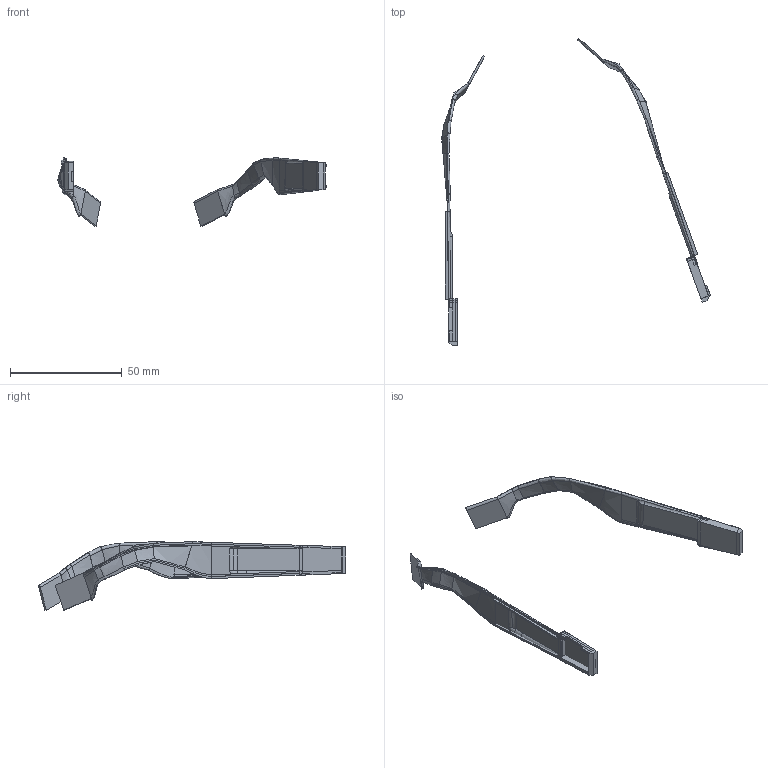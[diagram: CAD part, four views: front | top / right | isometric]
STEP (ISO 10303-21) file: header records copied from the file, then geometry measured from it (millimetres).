
FILE_DESCRIPTION(/* description */ ('STEP AP203'),/* implementation_level */ '2;1');
FILE_NAME(/* name */ '',/* time_stamp */ '2025-09-08T17:31:19+08:00',/* author */ (''),/* organization */ (''),/* preprocessor_version */ 'ST-DEVELOPER v20.1',/* originating_system */ 'Autodesk Translation Framework v14.10.0.0',/* authorisation */ '');
FILE_SCHEMA (('AUTOMOTIVE_DESIGN { 1 0 10303 214 3 1 1 }'));
Length unit declared in the file: millimetre
Products named in the file (2): 零部件117^眼镜(3)_眼镜; 零部件118
Assembly tree (1 placements, depth 2):
  零部件117^眼镜(3)_眼镜
    零部件118
Bounding box: 120.17 x 137.38 x 30.71 mm (x, y, z)
Volume: 3914.7 mm3; surface area: 9577.4 mm2
Topology: 31 solids, 31 shells, 526 faces, 1312 edges, 846 vertices
Faces by surface type: plane 299, bspline 220, cylinder 7
Entity records: 26464 total; most frequent: CARTESIAN_POINT 15512, ORIENTED_EDGE 2622, DIRECTION 1499, EDGE_CURVE 1311, VERTEX_POINT 846, LINE 761, VECTOR 761, FACE_OUTER_BOUND 526
